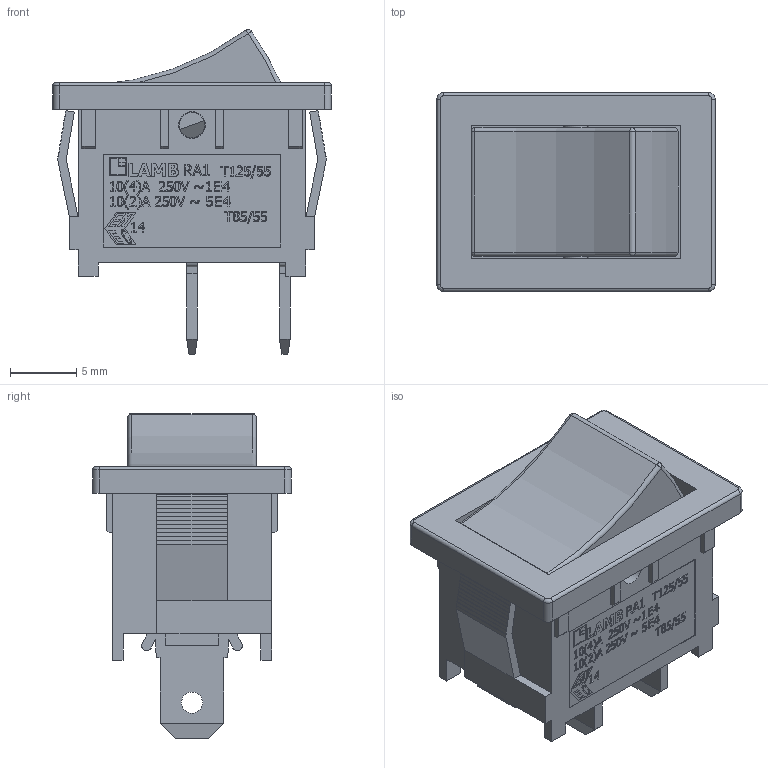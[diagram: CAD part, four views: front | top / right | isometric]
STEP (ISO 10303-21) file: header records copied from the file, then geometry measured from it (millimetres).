
FILE_DESCRIPTION(/* description */ (''),/* implementation_level */ '2;1');
FILE_NAME(/* name */ 'RA11ACxx00.stp',/* time_stamp */ '2025-06-03T08:22:08-05:00',/* author */ ('mroman'),/* organization */ (''),/* preprocessor_version */ 'ST-DEVELOPER v18.1',/* originating_system */ 'Autodesk Inventor 2022',/* authorisation */ '');
FILE_SCHEMA (('AUTOMOTIVE_DESIGN { 1 0 10303 214 3 1 1 }'));
Length unit declared in the file: centimetre
Products named in the file (1): RA11ACxx00
Bounding box: 21 x 15 x 24.5 mm (x, y, z)
Volume: 1518.2 mm3; surface area: 3416.2 mm2
Topology: 1 solids, 1 shells, 1076 faces, 2932 edges, 1944 vertices
Faces by surface type: plane 734, bspline 305, cylinder 27, torus 6, sphere 4
Full cylindrical faces by diameter (mm): 1.6 x2, 2 x2
Entity records: 36110 total; most frequent: CARTESIAN_POINT 10861, ORIENTED_EDGE 5864, DIRECTION 3952, EDGE_CURVE 2932, LINE 2248, VECTOR 2248, VERTEX_POINT 1944, EDGE_LOOP 1170
